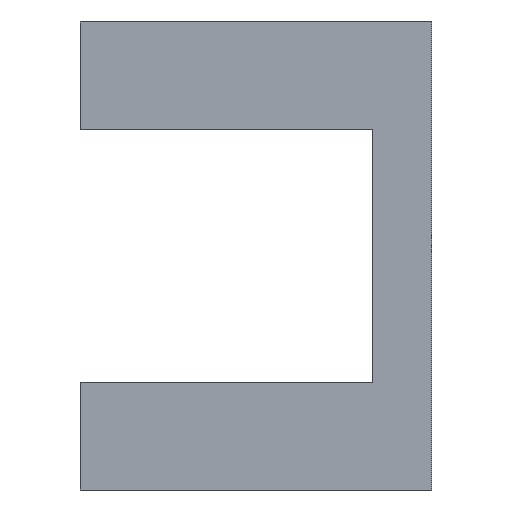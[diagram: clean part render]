
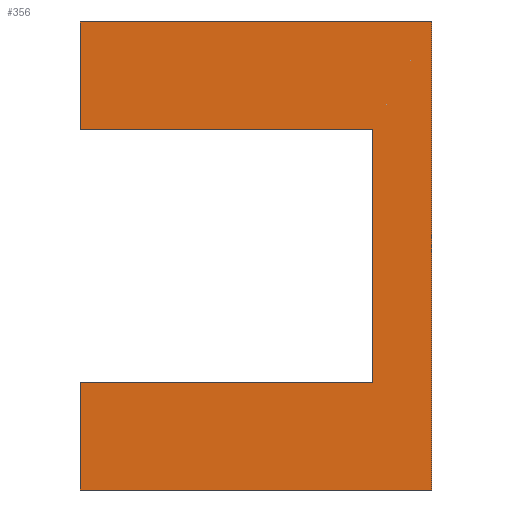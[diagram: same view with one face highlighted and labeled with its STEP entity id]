
A CAD part, left-side view. The second image highlights one B-rep face of the part: STEP entity #356.
In plain terms, the highlighted planar face has unit normal (-1, 0, 0).
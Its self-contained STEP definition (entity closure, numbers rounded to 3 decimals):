
#30=FACE_OUTER_BOUND('',#48,.T.);
#48=EDGE_LOOP('',(#307,#308,#309,#310,#311,#312,#313,#314));
#66=LINE('',#510,#114);
#69=LINE('',#516,#117);
#70=LINE('',#519,#118);
#80=LINE('',#539,#128);
#88=LINE('',#555,#136);
#95=LINE('',#568,#143);
#96=LINE('',#571,#144);
#97=LINE('',#572,#145);
#114=VECTOR('',#418,10.);
#117=VECTOR('',#423,10.);
#118=VECTOR('',#426,10.);
#128=VECTOR('',#440,10.);
#136=VECTOR('',#456,10.);
#143=VECTOR('',#467,10.);
#144=VECTOR('',#470,10.);
#145=VECTOR('',#471,10.);
#157=VERTEX_POINT('',#506);
#158=VERTEX_POINT('',#508);
#160=VERTEX_POINT('',#514);
#161=VERTEX_POINT('',#518);
#169=VERTEX_POINT('',#538);
#173=VERTEX_POINT('',#554);
#177=VERTEX_POINT('',#566);
#178=VERTEX_POINT('',#570);
#194=EDGE_CURVE('',#157,#158,#66,.T.);
#197=EDGE_CURVE('',#160,#158,#69,.T.);
#198=EDGE_CURVE('',#157,#161,#70,.T.);
#208=EDGE_CURVE('',#161,#169,#80,.T.);
#216=EDGE_CURVE('',#169,#173,#88,.T.);
#223=EDGE_CURVE('',#177,#173,#95,.T.);
#224=EDGE_CURVE('',#177,#178,#96,.T.);
#225=EDGE_CURVE('',#178,#160,#97,.T.);
#307=ORIENTED_EDGE('',*,*,#224,.F.);
#308=ORIENTED_EDGE('',*,*,#223,.T.);
#309=ORIENTED_EDGE('',*,*,#216,.F.);
#310=ORIENTED_EDGE('',*,*,#208,.F.);
#311=ORIENTED_EDGE('',*,*,#198,.F.);
#312=ORIENTED_EDGE('',*,*,#194,.T.);
#313=ORIENTED_EDGE('',*,*,#197,.F.);
#314=ORIENTED_EDGE('',*,*,#225,.F.);
#338=PLANE('',#388);
#356=ADVANCED_FACE('',(#30),#338,.T.);
#388=AXIS2_PLACEMENT_3D('',#569,#468,#469);
#418=DIRECTION('',(0.,1.,0.));
#423=DIRECTION('',(0.,0.,1.));
#426=DIRECTION('',(0.,0.,1.));
#440=DIRECTION('',(0.,1.,0.));
#456=DIRECTION('',(0.,0.,1.));
#467=DIRECTION('',(0.,1.,0.));
#468=DIRECTION('center_axis',(-1.,0.,0.));
#469=DIRECTION('ref_axis',(0.,0.,1.));
#470=DIRECTION('',(0.,0.,-1.));
#471=DIRECTION('',(0.,1.,0.));
#506=CARTESIAN_POINT('',(-29.5,3.,-6.5));
#508=CARTESIAN_POINT('',(-29.5,18.,-6.5));
#510=CARTESIAN_POINT('',(-29.5,3.,-6.5));
#514=CARTESIAN_POINT('',(-29.5,18.,-12.));
#516=CARTESIAN_POINT('',(-29.5,18.,12.));
#518=CARTESIAN_POINT('',(-29.5,3.,6.5));
#519=CARTESIAN_POINT('',(-29.5,3.,12.));
#538=CARTESIAN_POINT('',(-29.5,18.,6.5));
#539=CARTESIAN_POINT('',(-29.5,3.,6.5));
#554=CARTESIAN_POINT('',(-29.5,18.,12.));
#555=CARTESIAN_POINT('',(-29.5,18.,12.));
#566=CARTESIAN_POINT('',(-29.5,0.,12.));
#568=CARTESIAN_POINT('',(-29.5,0.,12.));
#569=CARTESIAN_POINT('Origin',(-29.5,0.,-12.));
#570=CARTESIAN_POINT('',(-29.5,0.,-12.));
#571=CARTESIAN_POINT('',(-29.5,0.,12.));
#572=CARTESIAN_POINT('',(-29.5,0.,-12.));
